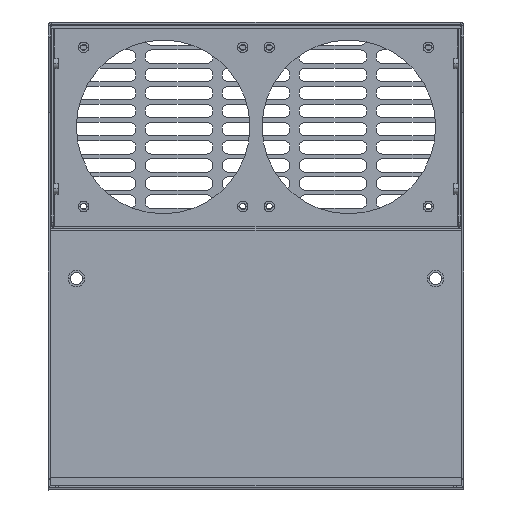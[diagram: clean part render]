
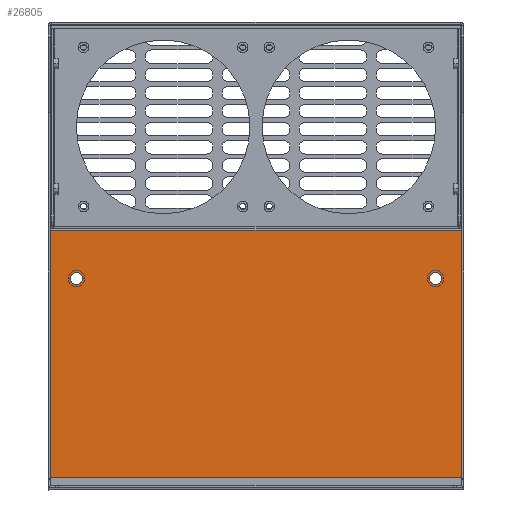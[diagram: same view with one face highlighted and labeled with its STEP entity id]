
A CAD part, front view. The second image highlights one B-rep face of the part: STEP entity #26805.
In plain terms, the highlighted planar face has unit normal (0, -1, 0).
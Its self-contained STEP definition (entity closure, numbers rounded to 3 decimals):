
#26299=DIRECTION('',(1.,0.,0.));
#26300=VECTOR('',#26299,272.);
#26301=CARTESIAN_POINT('',(-136.,-295.,-138.));
#26302=LINE('',#26301,#26300);
#26317=CARTESIAN_POINT('',(-119.,-295.,-170.));
#26318=DIRECTION('',(0.,-1.,0.));
#26319=DIRECTION('',(-1.,0.,0.));
#26320=AXIS2_PLACEMENT_3D('',#26317,#26318,#26319);
#26322=CARTESIAN_POINT('',(-119.,-295.,-170.));
#26323=DIRECTION('',(0.,-1.,0.));
#26324=DIRECTION('',(1.,0.,0.));
#26325=AXIS2_PLACEMENT_3D('',#26322,#26323,#26324);
#26327=CARTESIAN_POINT('',(119.,-295.,-170.));
#26328=DIRECTION('',(0.,-1.,0.));
#26329=DIRECTION('',(-1.,0.,0.));
#26330=AXIS2_PLACEMENT_3D('',#26327,#26328,#26329);
#26332=CARTESIAN_POINT('',(119.,-295.,-170.));
#26333=DIRECTION('',(0.,-1.,0.));
#26334=DIRECTION('',(1.,0.,0.));
#26335=AXIS2_PLACEMENT_3D('',#26332,#26333,#26334);
#26342=DIRECTION('',(1.,0.,0.));
#26343=VECTOR('',#26342,261.);
#26344=CARTESIAN_POINT('',(-130.5,-295.,-307.));
#26345=LINE('',#26344,#26343);
#26459=DIRECTION('',(1.,0.,0.));
#26460=VECTOR('',#26459,5.5);
#26461=CARTESIAN_POINT('',(130.5,-295.,-307.));
#26462=LINE('',#26461,#26460);
#26471=DIRECTION('',(0.,0.,-1.));
#26472=VECTOR('',#26471,169.);
#26473=CARTESIAN_POINT('',(136.,-295.,-138.));
#26474=LINE('',#26473,#26472);
#26499=DIRECTION('',(0.,0.,-1.));
#26500=VECTOR('',#26499,169.);
#26501=CARTESIAN_POINT('',(-136.,-295.,-138.));
#26502=LINE('',#26501,#26500);
#26515=DIRECTION('',(1.,0.,0.));
#26516=VECTOR('',#26515,5.5);
#26517=CARTESIAN_POINT('',(-136.,-295.,-307.));
#26518=LINE('',#26517,#26516);
#26563=CARTESIAN_POINT('',(-136.,-295.,-138.));
#26564=CARTESIAN_POINT('',(-136.,-295.,-307.));
#26565=VERTEX_POINT('',#26563);
#26566=VERTEX_POINT('',#26564);
#26567=CARTESIAN_POINT('',(136.,-295.,-138.));
#26568=CARTESIAN_POINT('',(136.,-295.,-307.));
#26569=VERTEX_POINT('',#26567);
#26570=VERTEX_POINT('',#26568);
#26623=CARTESIAN_POINT('',(-130.5,-295.,-307.));
#26624=CARTESIAN_POINT('',(130.5,-295.,-307.));
#26625=VERTEX_POINT('',#26623);
#26626=VERTEX_POINT('',#26624);
#26627=CARTESIAN_POINT('',(-123.,-295.,-170.));
#26628=CARTESIAN_POINT('',(-115.,-295.,-170.));
#26629=VERTEX_POINT('',#26627);
#26630=VERTEX_POINT('',#26628);
#26631=CARTESIAN_POINT('',(115.,-295.,-170.));
#26632=CARTESIAN_POINT('',(123.,-295.,-170.));
#26633=VERTEX_POINT('',#26631);
#26634=VERTEX_POINT('',#26632);
#26775=CARTESIAN_POINT('',(-136.,-295.,-136.5));
#26776=DIRECTION('',(0.,-1.,0.));
#26777=DIRECTION('',(0.,0.,-1.));
#26778=AXIS2_PLACEMENT_3D('',#26775,#26776,#26777);
#26779=PLANE('',#26778);
#26781=ORIENTED_EDGE('',*,*,#26780,.F.);
#26783=ORIENTED_EDGE('',*,*,#26782,.F.);
#26785=ORIENTED_EDGE('',*,*,#26784,.F.);
#26786=ORIENTED_EDGE('',*,*,#26766,.T.);
#26788=ORIENTED_EDGE('',*,*,#26787,.T.);
#26790=ORIENTED_EDGE('',*,*,#26789,.F.);
#26791=EDGE_LOOP('',(#26781,#26783,#26785,#26786,#26788,#26790));
#26792=FACE_OUTER_BOUND('',#26791,.F.);
#26794=ORIENTED_EDGE('',*,*,#26793,.T.);
#26796=ORIENTED_EDGE('',*,*,#26795,.T.);
#26797=EDGE_LOOP('',(#26794,#26796));
#26798=FACE_BOUND('',#26797,.F.);
#26800=ORIENTED_EDGE('',*,*,#26799,.T.);
#26802=ORIENTED_EDGE('',*,*,#26801,.T.);
#26803=EDGE_LOOP('',(#26800,#26802));
#26804=FACE_BOUND('',#26803,.F.);
#26321=CIRCLE('',#26320,4.);
#26326=CIRCLE('',#26325,4.);
#26331=CIRCLE('',#26330,4.);
#26336=CIRCLE('',#26335,4.);
#26766=EDGE_CURVE('',#26565,#26569,#26302,.T.);
#26780=EDGE_CURVE('',#26625,#26626,#26345,.T.);
#26782=EDGE_CURVE('',#26566,#26625,#26518,.T.);
#26784=EDGE_CURVE('',#26565,#26566,#26502,.T.);
#26787=EDGE_CURVE('',#26569,#26570,#26474,.T.);
#26789=EDGE_CURVE('',#26626,#26570,#26462,.T.);
#26793=EDGE_CURVE('',#26629,#26630,#26321,.T.);
#26795=EDGE_CURVE('',#26630,#26629,#26326,.T.);
#26799=EDGE_CURVE('',#26633,#26634,#26331,.T.);
#26801=EDGE_CURVE('',#26634,#26633,#26336,.T.);
#26805=ADVANCED_FACE('',(#26792,#26798,#26804),#26779,.T.);
